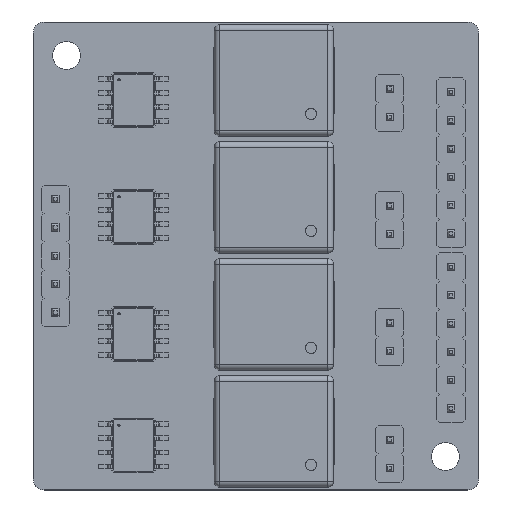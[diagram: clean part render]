
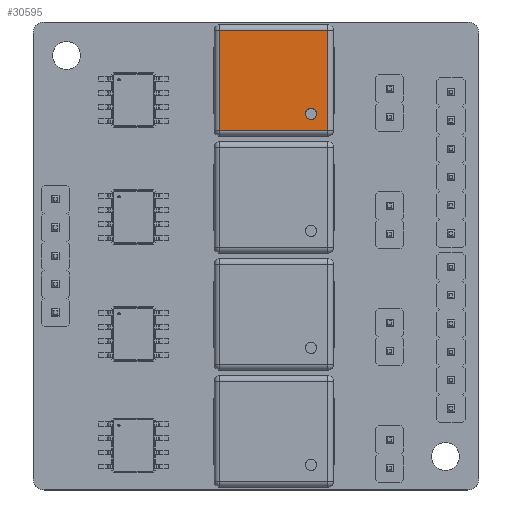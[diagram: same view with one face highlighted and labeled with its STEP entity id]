
A CAD part, top view. The second image highlights one B-rep face of the part: STEP entity #30595.
In plain terms, the highlighted planar face has unit normal (0, 0, 1).
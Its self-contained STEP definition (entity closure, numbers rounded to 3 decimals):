
#30595 = ADVANCED_FACE('',(#30596,#30715),#30610,.T.);
#30596 = FACE_BOUND('',#30597,.T.);
#30597 = EDGE_LOOP('',(#30598,#30633,#30661,#30689));
#30598 = ORIENTED_EDGE('',*,*,#30599,.T.);
#30599 = EDGE_CURVE('',#30600,#30602,#30604,.T.);
#30600 = VERTEX_POINT('',#30601);
#30601 = CARTESIAN_POINT('',(0.5,0.5,5.));
#30602 = VERTEX_POINT('',#30603);
#30603 = CARTESIAN_POINT('',(10.2,0.5,5.));
#30604 = SURFACE_CURVE('',#30605,(#30609,#30621),.PCURVE_S1.);
#30605 = LINE('',#30606,#30607);
#30606 = CARTESIAN_POINT('',(0.5,0.5,5.));
#30607 = VECTOR('',#30608,1.);
#30608 = DIRECTION('',(1.,0.,0.));
#30609 = PCURVE('',#30610,#30615);
#30610 = PLANE('',#30611);
#30611 = AXIS2_PLACEMENT_3D('',#30612,#30613,#30614);
#30612 = CARTESIAN_POINT('',(0.,0.,5.));
#30613 = DIRECTION('',(0.,0.,1.));
#30614 = DIRECTION('',(1.,0.,0.));
#30615 = DEFINITIONAL_REPRESENTATION('',(#30616),#30620);
#30616 = LINE('',#30617,#30618);
#30617 = CARTESIAN_POINT('',(0.5,0.5));
#30618 = VECTOR('',#30619,1.);
#30619 = DIRECTION('',(1.,0.));
#30620 = ( GEOMETRIC_REPRESENTATION_CONTEXT(2) 
PARAMETRIC_REPRESENTATION_CONTEXT() REPRESENTATION_CONTEXT('2D SPACE',''
  ) );
#30621 = PCURVE('',#30622,#30627);
#30622 = CYLINDRICAL_SURFACE('',#30623,0.5);
#30623 = AXIS2_PLACEMENT_3D('',#30624,#30625,#30626);
#30624 = CARTESIAN_POINT('',(-1.5,0.5,4.5));
#30625 = DIRECTION('',(1.,0.,0.));
#30626 = DIRECTION('',(0.,0.,1.));
#30627 = DEFINITIONAL_REPRESENTATION('',(#30628),#30632);
#30628 = LINE('',#30629,#30630);
#30629 = CARTESIAN_POINT('',(0.,2.));
#30630 = VECTOR('',#30631,1.);
#30631 = DIRECTION('',(0.,1.));
#30632 = ( GEOMETRIC_REPRESENTATION_CONTEXT(2) 
PARAMETRIC_REPRESENTATION_CONTEXT() REPRESENTATION_CONTEXT('2D SPACE',''
  ) );
#30633 = ORIENTED_EDGE('',*,*,#30634,.T.);
#30634 = EDGE_CURVE('',#30602,#30635,#30637,.T.);
#30635 = VERTEX_POINT('',#30636);
#30636 = CARTESIAN_POINT('',(10.2,9.5,5.));
#30637 = SURFACE_CURVE('',#30638,(#30642,#30649),.PCURVE_S1.);
#30638 = LINE('',#30639,#30640);
#30639 = CARTESIAN_POINT('',(10.2,0.5,5.));
#30640 = VECTOR('',#30641,1.);
#30641 = DIRECTION('',(0.,1.,0.));
#30642 = PCURVE('',#30610,#30643);
#30643 = DEFINITIONAL_REPRESENTATION('',(#30644),#30648);
#30644 = LINE('',#30645,#30646);
#30645 = CARTESIAN_POINT('',(10.2,0.5));
#30646 = VECTOR('',#30647,1.);
#30647 = DIRECTION('',(0.,1.));
#30648 = ( GEOMETRIC_REPRESENTATION_CONTEXT(2) 
PARAMETRIC_REPRESENTATION_CONTEXT() REPRESENTATION_CONTEXT('2D SPACE',''
  ) );
#30649 = PCURVE('',#30650,#30655);
#30650 = CYLINDRICAL_SURFACE('',#30651,0.5);
#30651 = AXIS2_PLACEMENT_3D('',#30652,#30653,#30654);
#30652 = CARTESIAN_POINT('',(10.2,-1.5,4.5));
#30653 = DIRECTION('',(0.,1.,0.));
#30654 = DIRECTION('',(0.,0.,1.));
#30655 = DEFINITIONAL_REPRESENTATION('',(#30656),#30660);
#30656 = LINE('',#30657,#30658);
#30657 = CARTESIAN_POINT('',(0.,2.));
#30658 = VECTOR('',#30659,1.);
#30659 = DIRECTION('',(0.,1.));
#30660 = ( GEOMETRIC_REPRESENTATION_CONTEXT(2) 
PARAMETRIC_REPRESENTATION_CONTEXT() REPRESENTATION_CONTEXT('2D SPACE',''
  ) );
#30661 = ORIENTED_EDGE('',*,*,#30662,.T.);
#30662 = EDGE_CURVE('',#30635,#30663,#30665,.T.);
#30663 = VERTEX_POINT('',#30664);
#30664 = CARTESIAN_POINT('',(0.5,9.5,5.));
#30665 = SURFACE_CURVE('',#30666,(#30670,#30677),.PCURVE_S1.);
#30666 = LINE('',#30667,#30668);
#30667 = CARTESIAN_POINT('',(10.2,9.5,5.));
#30668 = VECTOR('',#30669,1.);
#30669 = DIRECTION('',(-1.,0.,0.));
#30670 = PCURVE('',#30610,#30671);
#30671 = DEFINITIONAL_REPRESENTATION('',(#30672),#30676);
#30672 = LINE('',#30673,#30674);
#30673 = CARTESIAN_POINT('',(10.2,9.5));
#30674 = VECTOR('',#30675,1.);
#30675 = DIRECTION('',(-1.,0.));
#30676 = ( GEOMETRIC_REPRESENTATION_CONTEXT(2) 
PARAMETRIC_REPRESENTATION_CONTEXT() REPRESENTATION_CONTEXT('2D SPACE',''
  ) );
#30677 = PCURVE('',#30678,#30683);
#30678 = CYLINDRICAL_SURFACE('',#30679,0.5);
#30679 = AXIS2_PLACEMENT_3D('',#30680,#30681,#30682);
#30680 = CARTESIAN_POINT('',(12.2,9.5,4.5));
#30681 = DIRECTION('',(-1.,0.,0.));
#30682 = DIRECTION('',(0.,0.,1.));
#30683 = DEFINITIONAL_REPRESENTATION('',(#30684),#30688);
#30684 = LINE('',#30685,#30686);
#30685 = CARTESIAN_POINT('',(0.,2.));
#30686 = VECTOR('',#30687,1.);
#30687 = DIRECTION('',(0.,1.));
#30688 = ( GEOMETRIC_REPRESENTATION_CONTEXT(2) 
PARAMETRIC_REPRESENTATION_CONTEXT() REPRESENTATION_CONTEXT('2D SPACE',''
  ) );
#30689 = ORIENTED_EDGE('',*,*,#30690,.T.);
#30690 = EDGE_CURVE('',#30663,#30600,#30691,.T.);
#30691 = SURFACE_CURVE('',#30692,(#30696,#30703),.PCURVE_S1.);
#30692 = LINE('',#30693,#30694);
#30693 = CARTESIAN_POINT('',(0.5,9.5,5.));
#30694 = VECTOR('',#30695,1.);
#30695 = DIRECTION('',(0.,-1.,0.));
#30696 = PCURVE('',#30610,#30697);
#30697 = DEFINITIONAL_REPRESENTATION('',(#30698),#30702);
#30698 = LINE('',#30699,#30700);
#30699 = CARTESIAN_POINT('',(0.5,9.5));
#30700 = VECTOR('',#30701,1.);
#30701 = DIRECTION('',(0.,-1.));
#30702 = ( GEOMETRIC_REPRESENTATION_CONTEXT(2) 
PARAMETRIC_REPRESENTATION_CONTEXT() REPRESENTATION_CONTEXT('2D SPACE',''
  ) );
#30703 = PCURVE('',#30704,#30709);
#30704 = CYLINDRICAL_SURFACE('',#30705,0.5);
#30705 = AXIS2_PLACEMENT_3D('',#30706,#30707,#30708);
#30706 = CARTESIAN_POINT('',(0.5,11.5,4.5));
#30707 = DIRECTION('',(0.,-1.,0.));
#30708 = DIRECTION('',(0.,0.,1.));
#30709 = DEFINITIONAL_REPRESENTATION('',(#30710),#30714);
#30710 = LINE('',#30711,#30712);
#30711 = CARTESIAN_POINT('',(0.,2.));
#30712 = VECTOR('',#30713,1.);
#30713 = DIRECTION('',(0.,1.));
#30714 = ( GEOMETRIC_REPRESENTATION_CONTEXT(2) 
PARAMETRIC_REPRESENTATION_CONTEXT() REPRESENTATION_CONTEXT('2D SPACE',''
  ) );
#30715 = FACE_BOUND('',#30716,.T.);
#30716 = EDGE_LOOP('',(#30717));
#30717 = ORIENTED_EDGE('',*,*,#30718,.F.);
#30718 = EDGE_CURVE('',#30719,#30719,#30721,.T.);
#30719 = VERTEX_POINT('',#30720);
#30720 = CARTESIAN_POINT('',(9.2,2.,5.));
#30721 = SURFACE_CURVE('',#30722,(#30727,#30734),.PCURVE_S1.);
#30722 = CIRCLE('',#30723,0.5);
#30723 = AXIS2_PLACEMENT_3D('',#30724,#30725,#30726);
#30724 = CARTESIAN_POINT('',(8.7,2.,5.));
#30725 = DIRECTION('',(0.,0.,1.));
#30726 = DIRECTION('',(1.,0.,0.));
#30727 = PCURVE('',#30610,#30728);
#30728 = DEFINITIONAL_REPRESENTATION('',(#30729),#30733);
#30729 = CIRCLE('',#30730,0.5);
#30730 = AXIS2_PLACEMENT_2D('',#30731,#30732);
#30731 = CARTESIAN_POINT('',(8.7,2.));
#30732 = DIRECTION('',(1.,0.));
#30733 = ( GEOMETRIC_REPRESENTATION_CONTEXT(2) 
PARAMETRIC_REPRESENTATION_CONTEXT() REPRESENTATION_CONTEXT('2D SPACE',''
  ) );
#30734 = PCURVE('',#30735,#30740);
#30735 = CYLINDRICAL_SURFACE('',#30736,0.5);
#30736 = AXIS2_PLACEMENT_3D('',#30737,#30738,#30739);
#30737 = CARTESIAN_POINT('',(8.7,2.,4.9));
#30738 = DIRECTION('',(0.,0.,1.));
#30739 = DIRECTION('',(1.,0.,0.));
#30740 = DEFINITIONAL_REPRESENTATION('',(#30741),#30745);
#30741 = LINE('',#30742,#30743);
#30742 = CARTESIAN_POINT('',(0.,0.1));
#30743 = VECTOR('',#30744,1.);
#30744 = DIRECTION('',(1.,0.));
#30745 = ( GEOMETRIC_REPRESENTATION_CONTEXT(2) 
PARAMETRIC_REPRESENTATION_CONTEXT() REPRESENTATION_CONTEXT('2D SPACE',''
  ) );
